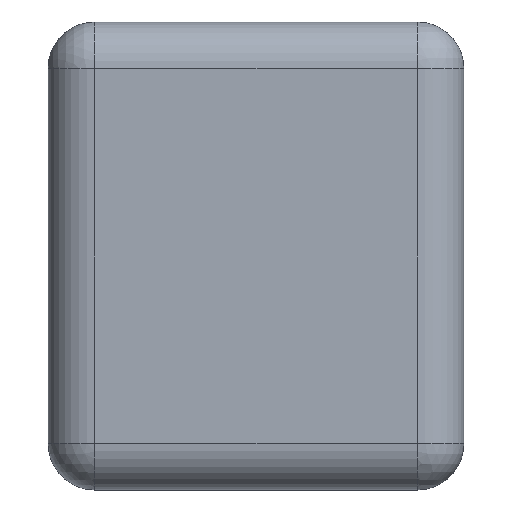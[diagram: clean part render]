
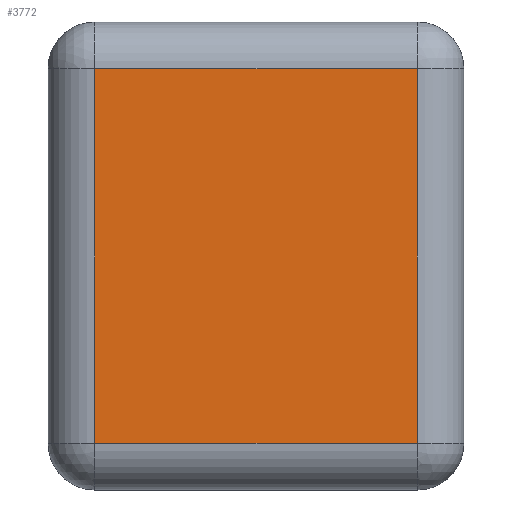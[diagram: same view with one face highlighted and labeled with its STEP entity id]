
A CAD part, left-side view. The second image highlights one B-rep face of the part: STEP entity #3772.
In plain terms, the highlighted planar face has unit normal (-1, 0, 0).
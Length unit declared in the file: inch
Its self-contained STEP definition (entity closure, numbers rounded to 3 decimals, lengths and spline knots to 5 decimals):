
#3606=CARTESIAN_POINT('',(-0.06299,-0.02441,0.00709));
#3607=VERTEX_POINT('',#3606);
#3717=CARTESIAN_POINT('',(-0.06299,-0.02441,0.06378));
#3718=VERTEX_POINT('',#3717);
#3737=CARTESIAN_POINT('',(-0.06299,-0.0315,0.));
#3738=DIRECTION('',(1.,0.,0.));
#3739=DIRECTION('',(0.,1.,0.));
#3740=AXIS2_PLACEMENT_3D('',#3737,#3738,#3739);
#3741=PLANE('',#3740);
#3742=CARTESIAN_POINT('',(-0.06299,0.02441,0.06378));
#3743=VERTEX_POINT('',#3742);
#3744=CARTESIAN_POINT('',(-0.06299,-0.02441,0.06378));
#3745=DIRECTION('',(-0.,1.,0.));
#3746=VECTOR('',#3745,0.04882);
#3747=LINE('',#3744,#3746);
#3748=EDGE_CURVE('',#3718,#3743,#3747,.T.);
#3749=ORIENTED_EDGE('',*,*,#3748,.T.);
#3750=CARTESIAN_POINT('',(-0.06299,0.02441,0.00709));
#3751=VERTEX_POINT('',#3750);
#3752=CARTESIAN_POINT('',(-0.06299,0.02441,0.00709));
#3753=DIRECTION('',(0.,-0.,1.));
#3754=VECTOR('',#3753,0.05669);
#3755=LINE('',#3752,#3754);
#3756=EDGE_CURVE('',#3751,#3743,#3755,.T.);
#3757=ORIENTED_EDGE('',*,*,#3756,.F.);
#3758=CARTESIAN_POINT('',(-0.06299,-0.02441,0.00709));
#3759=DIRECTION('',(-0.,1.,0.));
#3760=VECTOR('',#3759,0.04882);
#3761=LINE('',#3758,#3760);
#3762=EDGE_CURVE('',#3607,#3751,#3761,.T.);
#3763=ORIENTED_EDGE('',*,*,#3762,.F.);
#3764=CARTESIAN_POINT('',(-0.06299,-0.02441,0.00709));
#3765=DIRECTION('',(0.,-0.,1.));
#3766=VECTOR('',#3765,0.05669);
#3767=LINE('',#3764,#3766);
#3768=EDGE_CURVE('',#3607,#3718,#3767,.T.);
#3769=ORIENTED_EDGE('',*,*,#3768,.T.);
#3770=EDGE_LOOP('',(#3749,#3757,#3763,#3769));
#3771=FACE_BOUND('',#3770,.T.);
#3772=ADVANCED_FACE('',(#3771),#3741,.F.);
